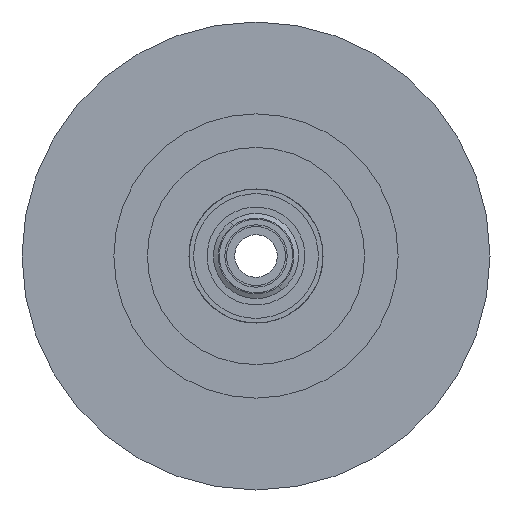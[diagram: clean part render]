
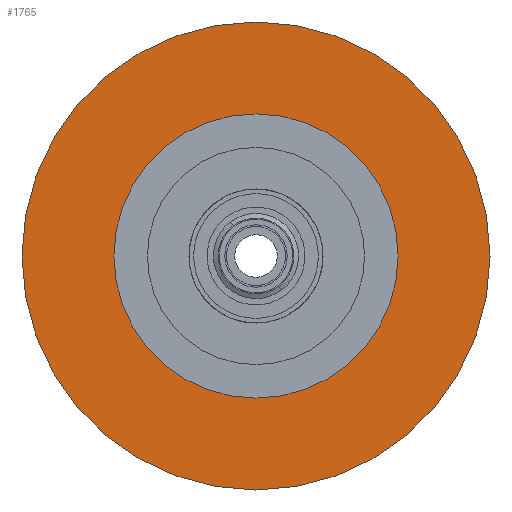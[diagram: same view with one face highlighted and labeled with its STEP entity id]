
A CAD part, left-side view. The second image highlights one B-rep face of the part: STEP entity #1765.
In plain terms, the highlighted planar face has unit normal (-1, 0, 0).
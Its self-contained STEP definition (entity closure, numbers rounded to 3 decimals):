
#4 = VERTEX_POINT ( 'NONE', #1662 ) ;
#131 = EDGE_LOOP ( 'NONE', ( #445, #486 ) ) ;
#141 = EDGE_LOOP ( 'NONE', ( #1085, #428 ) ) ;
#276 = FACE_OUTER_BOUND ( 'NONE', #141, .T. ) ;
#310 = CIRCLE ( 'NONE', #487, 17.45 ) ;
#339 = DIRECTION ( 'NONE',  ( 0., 0., 1. ) ) ;
#388 = DIRECTION ( 'NONE',  ( 0., 0., 1. ) ) ;
#415 = FACE_BOUND ( 'NONE', #131, .T. ) ;
#428 = ORIENTED_EDGE ( 'NONE', *, *, #1371, .T. ) ;
#445 = ORIENTED_EDGE ( 'NONE', *, *, #914, .F. ) ;
#486 = ORIENTED_EDGE ( 'NONE', *, *, #1069, .F. ) ;
#487 = AXIS2_PLACEMENT_3D ( 'NONE', #1755, #1043, #1612 ) ;
#584 = DIRECTION ( 'NONE',  ( -1., 0., 0. ) ) ;
#591 = CIRCLE ( 'NONE', #1031, 10.6 ) ;
#619 = AXIS2_PLACEMENT_3D ( 'NONE', #1531, #1542, #1710 ) ;
#648 = EDGE_CURVE ( 'NONE', #1352, #4, #310, .T. ) ;
#788 = DIRECTION ( 'NONE',  ( -1., 0., 0. ) ) ;
#807 = CARTESIAN_POINT ( 'NONE',  ( 0., 0., 0. ) ) ;
#847 = VERTEX_POINT ( 'NONE', #1095 ) ;
#894 = CARTESIAN_POINT ( 'NONE',  ( 0., 0., 0. ) ) ;
#914 = EDGE_CURVE ( 'NONE', #1341, #847, #591, .T. ) ;
#991 = CARTESIAN_POINT ( 'NONE',  ( 0., 0., 0. ) ) ;
#1031 = AXIS2_PLACEMENT_3D ( 'NONE', #807, #788, #339 ) ;
#1043 = DIRECTION ( 'NONE',  ( -1., 0., 0. ) ) ;
#1069 = EDGE_CURVE ( 'NONE', #847, #1341, #1517, .T. ) ;
#1085 = ORIENTED_EDGE ( 'NONE', *, *, #648, .T. ) ;
#1095 = CARTESIAN_POINT ( 'NONE',  ( 0., 0., -10.6 ) ) ;
#1132 = AXIS2_PLACEMENT_3D ( 'NONE', #991, #1311, #388 ) ;
#1186 = CARTESIAN_POINT ( 'NONE',  ( 0., 0., 17.45 ) ) ;
#1215 = DIRECTION ( 'NONE',  ( 0., 0., 1. ) ) ;
#1254 = PLANE ( 'NONE',  #619 ) ;
#1311 = DIRECTION ( 'NONE',  ( -1., 0., 0. ) ) ;
#1331 = CARTESIAN_POINT ( 'NONE',  ( 0., 0., 10.6 ) ) ;
#1341 = VERTEX_POINT ( 'NONE', #1331 ) ;
#1352 = VERTEX_POINT ( 'NONE', #1186 ) ;
#1361 = CIRCLE ( 'NONE', #1386, 17.45 ) ;
#1371 = EDGE_CURVE ( 'NONE', #4, #1352, #1361, .T. ) ;
#1386 = AXIS2_PLACEMENT_3D ( 'NONE', #894, #584, #1215 ) ;
#1517 = CIRCLE ( 'NONE', #1132, 10.6 ) ;
#1531 = CARTESIAN_POINT ( 'NONE',  ( 0., 0., -17.45 ) ) ;
#1542 = DIRECTION ( 'NONE',  ( 1., 0., 0. ) ) ;
#1612 = DIRECTION ( 'NONE',  ( 0., 0., 1. ) ) ;
#1662 = CARTESIAN_POINT ( 'NONE',  ( 0., 0., -17.45 ) ) ;
#1710 = DIRECTION ( 'NONE',  ( 0., 0., -1. ) ) ;
#1755 = CARTESIAN_POINT ( 'NONE',  ( 0., 0., 0. ) ) ;
#1765 = ADVANCED_FACE ( 'NONE', ( #415, #276 ), #1254, .F. ) ;
